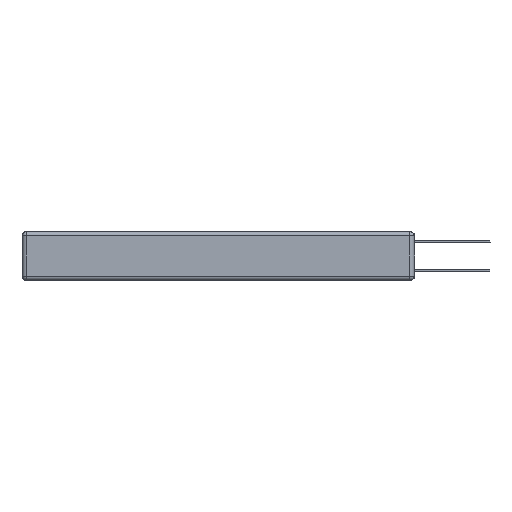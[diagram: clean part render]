
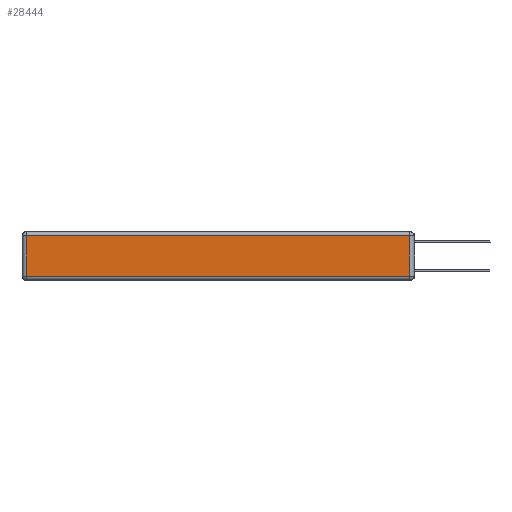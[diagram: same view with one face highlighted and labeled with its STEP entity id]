
A CAD part, left-side view. The second image highlights one B-rep face of the part: STEP entity #28444.
In plain terms, the highlighted planar face has unit normal (-1, 0, 0).
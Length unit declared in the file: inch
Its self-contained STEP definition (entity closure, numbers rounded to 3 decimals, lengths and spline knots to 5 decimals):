
#121 = ORIENTED_EDGE ( 'NONE', *, *, #18742, .T. ) ;
#896 = CARTESIAN_POINT ( 'NONE',  ( 0., 2.72, -0.343 ) ) ;
#2143 = EDGE_CURVE ( 'NONE', #3046, #23534, #25611, .T. ) ;
#2604 = ORIENTED_EDGE ( 'NONE', *, *, #2143, .T. ) ;
#2953 = FACE_OUTER_BOUND ( 'NONE', #6989, .T. ) ;
#3046 = VERTEX_POINT ( 'NONE', #4341 ) ;
#3276 = CARTESIAN_POINT ( 'NONE',  ( 0., 0., -0.313 ) ) ;
#3401 = CARTESIAN_POINT ( 'NONE',  ( 0., 0.03, -0.03 ) ) ;
#4341 = CARTESIAN_POINT ( 'NONE',  ( 0., 2.72, -0.03 ) ) ;
#4884 = VECTOR ( 'NONE', #25393, 39.37008 ) ;
#5736 = ORIENTED_EDGE ( 'NONE', *, *, #20354, .T. ) ;
#6785 = LINE ( 'NONE', #13301, #25809 ) ;
#6989 = EDGE_LOOP ( 'NONE', ( #8913, #121, #5736, #2604 ) ) ;
#7470 = DIRECTION ( 'NONE',  ( 0., 0., 1. ) ) ;
#7747 = AXIS2_PLACEMENT_3D ( 'NONE', #20341, #9687, #7470 ) ;
#8913 = ORIENTED_EDGE ( 'NONE', *, *, #21145, .T. ) ;
#9687 = DIRECTION ( 'NONE',  ( -1., 0., 0. ) ) ;
#9778 = DIRECTION ( 'NONE',  ( 0., 1., 0. ) ) ;
#11167 = DIRECTION ( 'NONE',  ( 0., 0., 1. ) ) ;
#13301 = CARTESIAN_POINT ( 'NONE',  ( 0., 0.03, -0.343 ) ) ;
#13518 = VECTOR ( 'NONE', #18591, 39.37008 ) ;
#13758 = CARTESIAN_POINT ( 'NONE',  ( 0., 2.72, -0.313 ) ) ;
#14057 = CARTESIAN_POINT ( 'NONE',  ( 0., 2.75, -0.03 ) ) ;
#15989 = VERTEX_POINT ( 'NONE', #3401 ) ;
#16210 = PLANE ( 'NONE',  #7747 ) ;
#16368 = LINE ( 'NONE', #14057, #27737 ) ;
#17217 = VERTEX_POINT ( 'NONE', #18715 ) ;
#18591 = DIRECTION ( 'NONE',  ( 0., 0., -1. ) ) ;
#18715 = CARTESIAN_POINT ( 'NONE',  ( 0., 0.03, -0.313 ) ) ;
#18742 = EDGE_CURVE ( 'NONE', #17217, #15989, #6785, .T. ) ;
#20341 = CARTESIAN_POINT ( 'NONE',  ( 0., 0., -0.343 ) ) ;
#20354 = EDGE_CURVE ( 'NONE', #15989, #3046, #16368, .T. ) ;
#21145 = EDGE_CURVE ( 'NONE', #23534, #17217, #23232, .T. ) ;
#23232 = LINE ( 'NONE', #3276, #4884 ) ;
#23534 = VERTEX_POINT ( 'NONE', #13758 ) ;
#25393 = DIRECTION ( 'NONE',  ( 0., -1., 0. ) ) ;
#25611 = LINE ( 'NONE', #896, #13518 ) ;
#25809 = VECTOR ( 'NONE', #11167, 39.37008 ) ;
#27737 = VECTOR ( 'NONE', #9778, 39.37008 ) ;
#28444 = ADVANCED_FACE ( 'NONE', ( #2953 ), #16210, .T. ) ;
